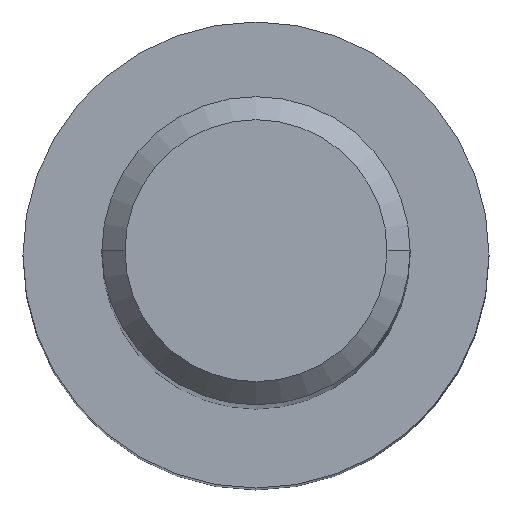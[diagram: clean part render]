
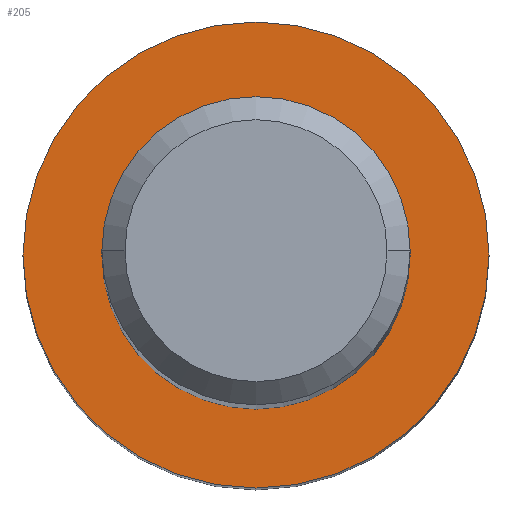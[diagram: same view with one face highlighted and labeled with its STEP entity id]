
A CAD part, top view. The second image highlights one B-rep face of the part: STEP entity #205.
In plain terms, the highlighted planar face has unit normal (0, 0, 1).
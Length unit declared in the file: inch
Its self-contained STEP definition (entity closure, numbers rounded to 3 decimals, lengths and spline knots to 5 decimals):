
#2 = DIRECTION ( 'NONE',  ( 0., 0., 1. ) ) ;
#22 = CARTESIAN_POINT ( 'NONE',  ( 0., 0., -1. ) ) ;
#29 = VERTEX_POINT ( 'NONE', #61 ) ;
#35 = ORIENTED_EDGE ( 'NONE', *, *, #253, .T. ) ;
#45 = CARTESIAN_POINT ( 'NONE',  ( 0., 0., -1. ) ) ;
#54 = EDGE_LOOP ( 'NONE', ( #193, #35 ) ) ;
#61 = CARTESIAN_POINT ( 'NONE',  ( -0.0945, 0., -1. ) ) ;
#64 = DIRECTION ( 'NONE',  ( -1., 0., 0. ) ) ;
#70 = CARTESIAN_POINT ( 'NONE',  ( 0.0945, 0., -1. ) ) ;
#96 = CARTESIAN_POINT ( 'NONE',  ( 0., 0., -1. ) ) ;
#104 = AXIS2_PLACEMENT_3D ( 'NONE', #22, #126, #233 ) ;
#109 = AXIS2_PLACEMENT_3D ( 'NONE', #45, #148, #64 ) ;
#126 = DIRECTION ( 'NONE',  ( 0., 0., 1. ) ) ;
#148 = DIRECTION ( 'NONE',  ( 0., 0., -1. ) ) ;
#177 = PLANE ( 'NONE',  #109 ) ;
#180 = CIRCLE ( 'NONE', #259, 0.0945 ) ;
#181 = FACE_OUTER_BOUND ( 'NONE', #54, .T. ) ;
#193 = ORIENTED_EDGE ( 'NONE', *, *, #229, .T. ) ;
#196 = VERTEX_POINT ( 'NONE', #70 ) ;
#201 = CIRCLE ( 'NONE', #104, 0.0945 ) ;
#204 = DIRECTION ( 'NONE',  ( 1., 0., 0. ) ) ;
#205 = ADVANCED_FACE ( 'NONE', ( #181 ), #177, .F. ) ;
#229 = EDGE_CURVE ( 'NONE', #196, #29, #180, .T. ) ;
#233 = DIRECTION ( 'NONE',  ( 1., 0., 0. ) ) ;
#253 = EDGE_CURVE ( 'NONE', #29, #196, #201, .T. ) ;
#259 = AXIS2_PLACEMENT_3D ( 'NONE', #96, #2, #204 ) ;
